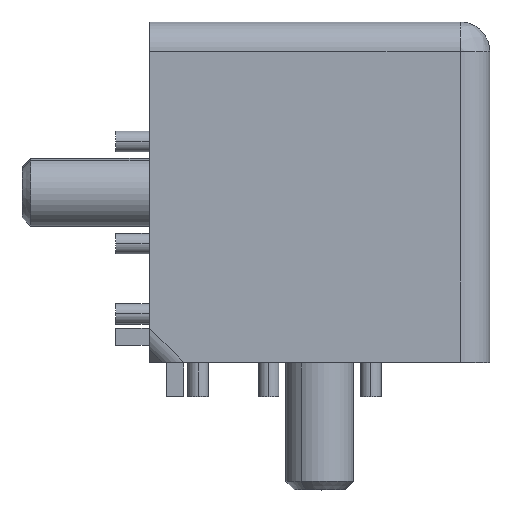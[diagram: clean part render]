
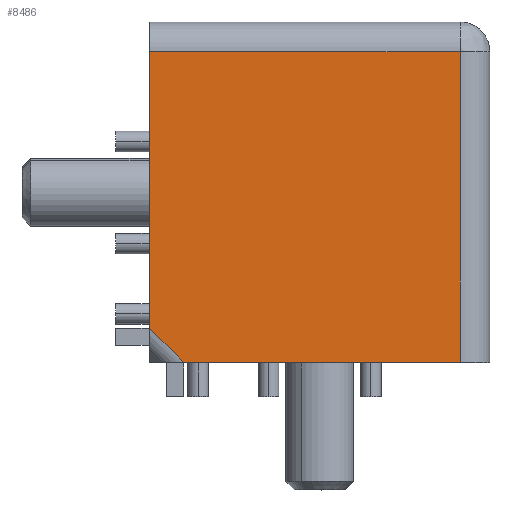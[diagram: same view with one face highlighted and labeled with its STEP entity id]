
A CAD part, top view. The second image highlights one B-rep face of the part: STEP entity #8486.
In plain terms, the highlighted planar face has unit normal (0, 0, 1).
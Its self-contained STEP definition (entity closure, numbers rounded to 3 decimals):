
#21 = DIRECTION ( 'NONE',  ( 0., -1., 0. ) ) ;
#103 = VERTEX_POINT ( 'NONE', #10498 ) ;
#744 = CARTESIAN_POINT ( 'NONE',  ( 0., 36.5, 40. ) ) ;
#779 = CARTESIAN_POINT ( 'NONE',  ( 0., 40., 40. ) ) ;
#1008 = EDGE_CURVE ( 'NONE', #4165, #103, #2811, .T. ) ;
#1151 = EDGE_CURVE ( 'NONE', #10255, #12504, #11847, .T. ) ;
#1589 = ORIENTED_EDGE ( 'NONE', *, *, #6581, .F. ) ;
#1646 = CARTESIAN_POINT ( 'NONE',  ( 0., 3.96, 40. ) ) ;
#1916 = ORIENTED_EDGE ( 'NONE', *, *, #1008, .T. ) ;
#2276 = VECTOR ( 'NONE', #6971, 1000. ) ;
#2549 = DIRECTION ( 'NONE',  ( 1., 0., 0. ) ) ;
#2811 = LINE ( 'NONE', #1646, #12649 ) ;
#2901 = FACE_OUTER_BOUND ( 'NONE', #5238, .T. ) ;
#2966 = PLANE ( 'NONE',  #4432 ) ;
#3470 = LINE ( 'NONE', #12964, #9954 ) ;
#4165 = VERTEX_POINT ( 'NONE', #10295 ) ;
#4432 = AXIS2_PLACEMENT_3D ( 'NONE', #779, #7613, #6492 ) ;
#4678 = CARTESIAN_POINT ( 'NONE',  ( 36.5, 36.5, 40. ) ) ;
#4853 = ORIENTED_EDGE ( 'NONE', *, *, #1151, .T. ) ;
#5238 = EDGE_LOOP ( 'NONE', ( #4853, #11383, #1916, #8750, #1589 ) ) ;
#6492 = DIRECTION ( 'NONE',  ( 0., 1., 0. ) ) ;
#6581 = EDGE_CURVE ( 'NONE', #10255, #12521, #12692, .T. ) ;
#6778 = VECTOR ( 'NONE', #14358, 1000. ) ;
#6848 = CARTESIAN_POINT ( 'NONE',  ( 36.5, 40., 40. ) ) ;
#6971 = DIRECTION ( 'NONE',  ( 0., -1., 0. ) ) ;
#7613 = DIRECTION ( 'NONE',  ( 0., 0., 1. ) ) ;
#8055 = CARTESIAN_POINT ( 'NONE',  ( 0., 40., 40. ) ) ;
#8420 = VECTOR ( 'NONE', #21, 1000. ) ;
#8486 = ADVANCED_FACE ( 'NONE', ( #2901 ), #2966, .T. ) ;
#8750 = ORIENTED_EDGE ( 'NONE', *, *, #12952, .T. ) ;
#9792 = CARTESIAN_POINT ( 'NONE',  ( 0., 36.5, 40. ) ) ;
#9954 = VECTOR ( 'NONE', #2549, 1000. ) ;
#10255 = VERTEX_POINT ( 'NONE', #4678 ) ;
#10295 = CARTESIAN_POINT ( 'NONE',  ( 0., 3.96, 40. ) ) ;
#10498 = CARTESIAN_POINT ( 'NONE',  ( 3.96, 0., 40. ) ) ;
#11383 = ORIENTED_EDGE ( 'NONE', *, *, #11670, .T. ) ;
#11670 = EDGE_CURVE ( 'NONE', #12504, #4165, #15014, .T. ) ;
#11847 = LINE ( 'NONE', #9792, #6778 ) ;
#12503 = CARTESIAN_POINT ( 'NONE',  ( 36.5, 0., 40. ) ) ;
#12504 = VERTEX_POINT ( 'NONE', #744 ) ;
#12521 = VERTEX_POINT ( 'NONE', #12503 ) ;
#12649 = VECTOR ( 'NONE', #13300, 1000. ) ;
#12692 = LINE ( 'NONE', #6848, #8420 ) ;
#12952 = EDGE_CURVE ( 'NONE', #103, #12521, #3470, .T. ) ;
#12964 = CARTESIAN_POINT ( 'NONE',  ( 0., 0., 40. ) ) ;
#13300 = DIRECTION ( 'NONE',  ( 0.707, -0.707, 0. ) ) ;
#14358 = DIRECTION ( 'NONE',  ( -1., 0., 0. ) ) ;
#15014 = LINE ( 'NONE', #8055, #2276 ) ;
